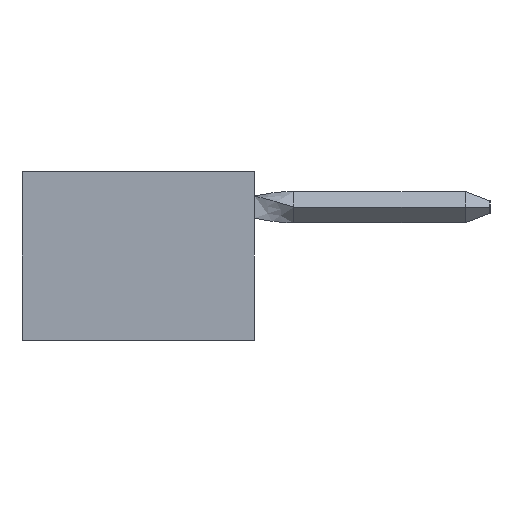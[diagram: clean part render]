
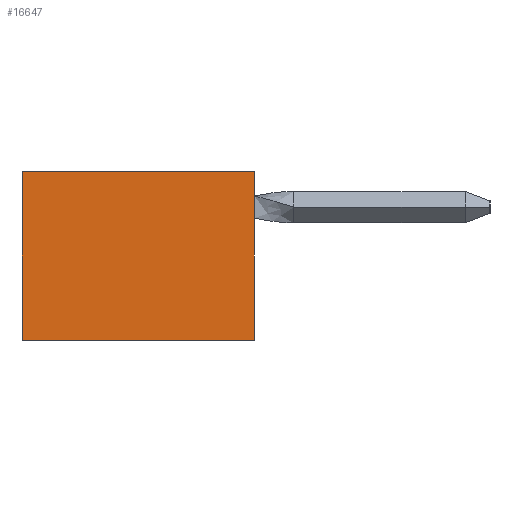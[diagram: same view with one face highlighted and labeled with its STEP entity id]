
A CAD part, left-side view. The second image highlights one B-rep face of the part: STEP entity #16647.
In plain terms, the highlighted planar face has unit normal (-1, 0, 0).
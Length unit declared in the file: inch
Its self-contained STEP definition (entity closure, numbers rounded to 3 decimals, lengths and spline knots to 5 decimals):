
#893 = EDGE_CURVE ( 'NONE', #26127, #19278, #22141, .T. ) ;
#974 = CARTESIAN_POINT ( 'NONE',  ( 0.298, 0., -0.343 ) ) ;
#1546 = ORIENTED_EDGE ( 'NONE', *, *, #15935, .T. ) ;
#2567 = CARTESIAN_POINT ( 'NONE',  ( 0.298, 0., 0. ) ) ;
#3208 = CARTESIAN_POINT ( 'NONE',  ( 0.298, 0.473, 0. ) ) ;
#3937 = CARTESIAN_POINT ( 'NONE',  ( 0.298, -0.027, 0. ) ) ;
#4753 = EDGE_CURVE ( 'NONE', #14057, #26127, #11720, .T. ) ;
#4773 = PLANE ( 'NONE',  #20902 ) ;
#5341 = LINE ( 'NONE', #21794, #30307 ) ;
#7481 = DIRECTION ( 'NONE',  ( 1., 0., 0. ) ) ;
#7621 = ORIENTED_EDGE ( 'NONE', *, *, #4753, .T. ) ;
#9685 = DIRECTION ( 'NONE',  ( 0., 0., -1. ) ) ;
#10250 = LINE ( 'NONE', #11535, #18605 ) ;
#10510 = EDGE_LOOP ( 'NONE', ( #7621, #18199, #1546, #14034 ) ) ;
#11535 = CARTESIAN_POINT ( 'NONE',  ( 0.298, 0.473, 0. ) ) ;
#11720 = LINE ( 'NONE', #974, #15158 ) ;
#14034 = ORIENTED_EDGE ( 'NONE', *, *, #27690, .F. ) ;
#14057 = VERTEX_POINT ( 'NONE', #17500 ) ;
#14202 = VERTEX_POINT ( 'NONE', #31011 ) ;
#15158 = VECTOR ( 'NONE', #30057, 39.37008 ) ;
#15935 = EDGE_CURVE ( 'NONE', #19278, #14202, #10250, .T. ) ;
#16647 = ADVANCED_FACE ( 'NONE', ( #28779 ), #4773, .F. ) ;
#17500 = CARTESIAN_POINT ( 'NONE',  ( 0.298, 0., -0.343 ) ) ;
#18199 = ORIENTED_EDGE ( 'NONE', *, *, #893, .T. ) ;
#18303 = DIRECTION ( 'NONE',  ( 0., 1., 0. ) ) ;
#18605 = VECTOR ( 'NONE', #21082, 39.37008 ) ;
#19118 = CARTESIAN_POINT ( 'NONE',  ( 0.298, -0.027, 0. ) ) ;
#19278 = VERTEX_POINT ( 'NONE', #3208 ) ;
#20902 = AXIS2_PLACEMENT_3D ( 'NONE', #19118, #7481, #9685 ) ;
#21035 = VECTOR ( 'NONE', #18303, 39.37008 ) ;
#21082 = DIRECTION ( 'NONE',  ( 0., 0., -1. ) ) ;
#21794 = CARTESIAN_POINT ( 'NONE',  ( 0.298, 0.473, -0.343 ) ) ;
#22141 = LINE ( 'NONE', #3937, #21035 ) ;
#23937 = DIRECTION ( 'NONE',  ( 0., 1., 0. ) ) ;
#26127 = VERTEX_POINT ( 'NONE', #2567 ) ;
#27690 = EDGE_CURVE ( 'NONE', #14057, #14202, #5341, .T. ) ;
#28779 = FACE_OUTER_BOUND ( 'NONE', #10510, .T. ) ;
#30057 = DIRECTION ( 'NONE',  ( 0., 0., 1. ) ) ;
#30307 = VECTOR ( 'NONE', #23937, 39.37008 ) ;
#31011 = CARTESIAN_POINT ( 'NONE',  ( 0.298, 0.473, -0.343 ) ) ;
